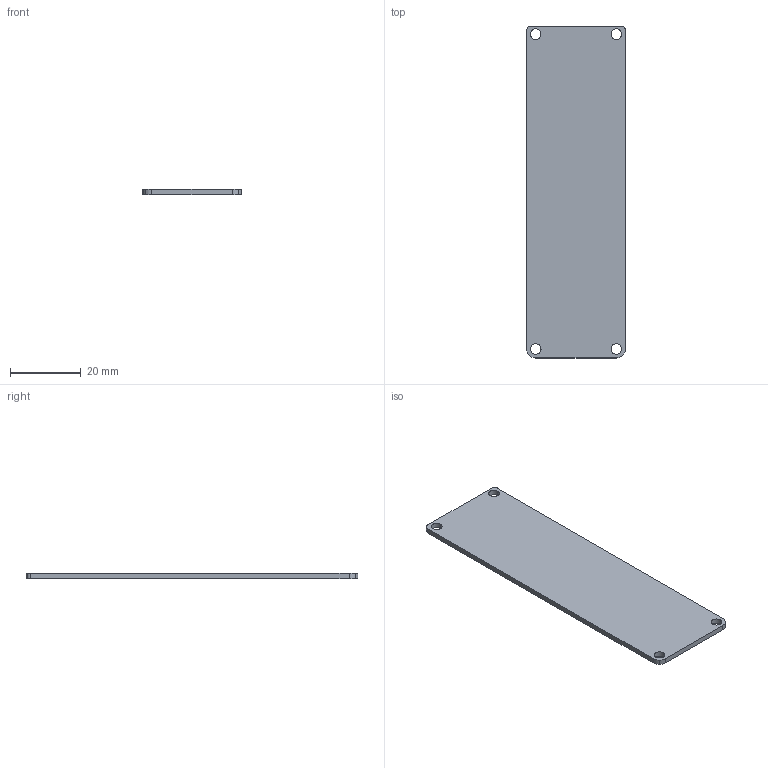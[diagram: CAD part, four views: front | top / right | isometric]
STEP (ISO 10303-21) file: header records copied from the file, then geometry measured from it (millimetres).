
FILE_DESCRIPTION (( 'STEP AP214' ), '1' );
FILE_NAME ('frontalacrylic3mm_holes.STEP', '2020-09-13T09:45:37', ( '' ), ( '' ), 'SwSTEP 2.0', 'SolidWorks 2019', '' );
FILE_SCHEMA (( 'AUTOMOTIVE_DESIGN' ));
Length unit declared in the file: millimetre
Products named in the file (1): frontalacrylic3mm_holes
Bounding box: 27.94 x 93.9 x 1.5 mm (x, y, z)
Volume: 3887.7 mm3; surface area: 5600.8 mm2
Topology: 1 solids, 1 shells, 22 faces, 60 edges, 40 vertices
Faces by surface type: cylinder 8, bspline 8, plane 6
Entity records: 798 total; most frequent: CARTESIAN_POINT 227, ORIENTED_EDGE 120, DIRECTION 90, EDGE_CURVE 60, VERTEX_POINT 40, AXIS2_PLACEMENT_3D 31, EDGE_LOOP 30, LINE 28
